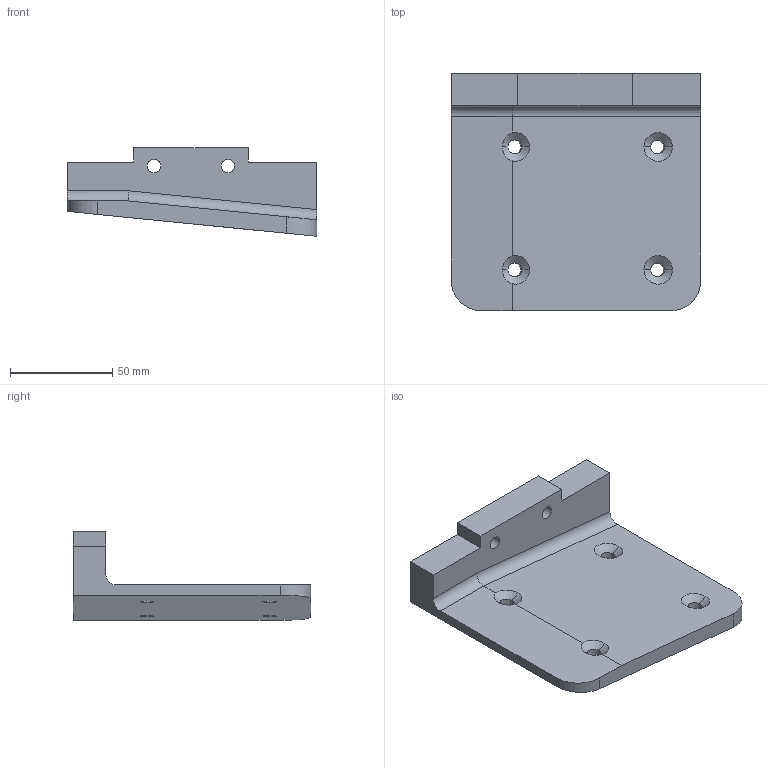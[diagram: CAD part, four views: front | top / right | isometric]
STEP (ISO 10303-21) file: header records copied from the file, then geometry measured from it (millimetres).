
FILE_DESCRIPTION(('CATIA V5 STEP Exchange','CAx-IF Rec.Pracs.--- Model Styling and Organization---1.4--- 2014-01-23','CAx-IF Rec.Pracs.---Representation and Presentation of Product Manufacturing Information (PMI)---4.0---2014-10-13','CAx-IF Rec.Pracs.---3D Tessellated Data Validation Properties---0.5---2014-09-14'),'2;1');
FILE_NAME('HSD0000797478_RDTC.stp','2021-04-01T16:44:01+00:00',('none'),('none'),'CATIA Version 5-6 Release 2016 SP5 HF59','CATIA V5 STEP AP242','none');
FILE_SCHEMA(('AP242_MANAGED_MODEL_BASED_3D_ENGINEERING_MIM_LF {1 0 10303 442 1 1 4}'));
Length unit declared in the file: millimetre
Products named in the file (1): HSD0000797478 RDTC
Bounding box: 122 x 116 x 43.24 mm (x, y, z)
Volume: 154526 mm3; surface area: 40338.4 mm2
Topology: 1 solids, 1 shells, 67 faces, 172 edges, 100 vertices
Faces by surface type: cone 28, cylinder 26, plane 13
Entity records: 1860 total; most frequent: CARTESIAN_POINT 363, ORIENTED_EDGE 324, DIRECTION 245, EDGE_CURVE 162, AXIS2_PLACEMENT_3D 111, VERTEX_POINT 100, VECTOR 89, LINE 89
